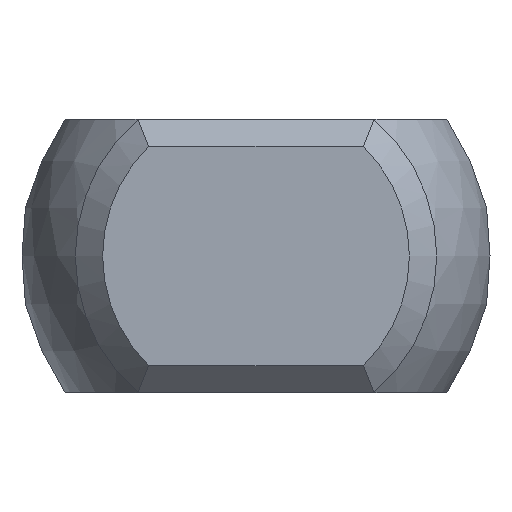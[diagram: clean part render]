
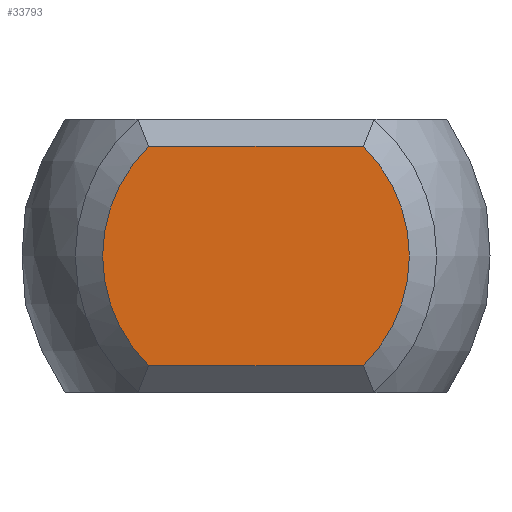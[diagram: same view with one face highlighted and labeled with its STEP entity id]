
A CAD part, left-side view. The second image highlights one B-rep face of the part: STEP entity #33793.
In plain terms, the highlighted planar face has unit normal (-1, 0, 0).
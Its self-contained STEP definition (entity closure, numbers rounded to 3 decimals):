
#32224 = PLANE('',#32225);
#32225 = AXIS2_PLACEMENT_3D('',#32226,#32227,#32228);
#32226 = CARTESIAN_POINT('',(-24.75,3.125,2.25));
#32227 = DIRECTION('',(-0.707,0.,0.707));
#32228 = DIRECTION('',(0.707,0.,0.707));
#33437 = EDGE_CURVE('',#33438,#33440,#33442,.T.);
#33438 = VERTEX_POINT('',#33439);
#33439 = CARTESIAN_POINT('',(-25.,-1.96,-2.));
#33440 = VERTEX_POINT('',#33441);
#33441 = CARTESIAN_POINT('',(-25.,1.96,-2.));
#33442 = SURFACE_CURVE('',#33443,(#33447,#33459),.PCURVE_S1.);
#33443 = LINE('',#33444,#33445);
#33444 = CARTESIAN_POINT('',(-25.,-3.125,-2.));
#33445 = VECTOR('',#33446,1.);
#33446 = DIRECTION('',(0.,1.,0.));
#33447 = PCURVE('',#33448,#33453);
#33448 = PLANE('',#33449);
#33449 = AXIS2_PLACEMENT_3D('',#33450,#33451,#33452);
#33450 = CARTESIAN_POINT('',(-24.75,-3.125,-2.25));
#33451 = DIRECTION('',(-0.707,0.,
    -0.707));
#33452 = DIRECTION('',(-0.707,0.,0.707));
#33453 = DEFINITIONAL_REPRESENTATION('',(#33454),#33458);
#33454 = LINE('',#33455,#33456);
#33455 = CARTESIAN_POINT('',(0.354,0.));
#33456 = VECTOR('',#33457,1.);
#33457 = DIRECTION('',(0.,1.));
#33458 = ( GEOMETRIC_REPRESENTATION_CONTEXT(2) 
PARAMETRIC_REPRESENTATION_CONTEXT() REPRESENTATION_CONTEXT('2D SPACE',''
  ) );
#33459 = PCURVE('',#33460,#33465);
#33460 = PLANE('',#33461);
#33461 = AXIS2_PLACEMENT_3D('',#33462,#33463,#33464);
#33462 = CARTESIAN_POINT('',(-25.,0.,0.));
#33463 = DIRECTION('',(1.,0.,0.));
#33464 = DIRECTION('',(0.,0.,-1.));
#33465 = DEFINITIONAL_REPRESENTATION('',(#33466),#33470);
#33466 = LINE('',#33467,#33468);
#33467 = CARTESIAN_POINT('',(2.,-3.125));
#33468 = VECTOR('',#33469,1.);
#33469 = DIRECTION('',(0.,1.));
#33470 = ( GEOMETRIC_REPRESENTATION_CONTEXT(2) 
PARAMETRIC_REPRESENTATION_CONTEXT() REPRESENTATION_CONTEXT('2D SPACE',''
  ) );
#33490 = CONICAL_SURFACE('',#33491,3.05,0.785);
#33491 = AXIS2_PLACEMENT_3D('',#33492,#33493,#33494);
#33492 = CARTESIAN_POINT('',(-24.75,0.,0.));
#33493 = DIRECTION('',(1.,0.,0.));
#33494 = DIRECTION('',(-0.,1.,0.));
#33540 = CONICAL_SURFACE('',#33541,3.05,0.785);
#33541 = AXIS2_PLACEMENT_3D('',#33542,#33543,#33544);
#33542 = CARTESIAN_POINT('',(-24.75,0.,0.));
#33543 = DIRECTION('',(1.,0.,0.));
#33544 = DIRECTION('',(0.,-1.,0.));
#33554 = EDGE_CURVE('',#33555,#33557,#33559,.T.);
#33555 = VERTEX_POINT('',#33556);
#33556 = CARTESIAN_POINT('',(-25.,1.96,2.));
#33557 = VERTEX_POINT('',#33558);
#33558 = CARTESIAN_POINT('',(-25.,-1.96,2.));
#33559 = SURFACE_CURVE('',#33560,(#33564,#33571),.PCURVE_S1.);
#33560 = LINE('',#33561,#33562);
#33561 = CARTESIAN_POINT('',(-25.,3.125,2.));
#33562 = VECTOR('',#33563,1.);
#33563 = DIRECTION('',(0.,-1.,0.));
#33564 = PCURVE('',#32224,#33565);
#33565 = DEFINITIONAL_REPRESENTATION('',(#33566),#33570);
#33566 = LINE('',#33567,#33568);
#33567 = CARTESIAN_POINT('',(-0.354,0.));
#33568 = VECTOR('',#33569,1.);
#33569 = DIRECTION('',(0.,-1.));
#33570 = ( GEOMETRIC_REPRESENTATION_CONTEXT(2) 
PARAMETRIC_REPRESENTATION_CONTEXT() REPRESENTATION_CONTEXT('2D SPACE',''
  ) );
#33571 = PCURVE('',#33460,#33572);
#33572 = DEFINITIONAL_REPRESENTATION('',(#33573),#33577);
#33573 = LINE('',#33574,#33575);
#33574 = CARTESIAN_POINT('',(-2.,3.125));
#33575 = VECTOR('',#33576,1.);
#33576 = DIRECTION('',(0.,-1.));
#33577 = ( GEOMETRIC_REPRESENTATION_CONTEXT(2) 
PARAMETRIC_REPRESENTATION_CONTEXT() REPRESENTATION_CONTEXT('2D SPACE',''
  ) );
#33650 = EDGE_CURVE('',#33557,#33438,#33651,.T.);
#33651 = SURFACE_CURVE('',#33652,(#33657,#33664),.PCURVE_S1.);
#33652 = CIRCLE('',#33653,2.8);
#33653 = AXIS2_PLACEMENT_3D('',#33654,#33655,#33656);
#33654 = CARTESIAN_POINT('',(-25.,0.,0.));
#33655 = DIRECTION('',(1.,0.,0.));
#33656 = DIRECTION('',(0.,-1.,0.));
#33657 = PCURVE('',#33540,#33658);
#33658 = DEFINITIONAL_REPRESENTATION('',(#33659),#33663);
#33659 = LINE('',#33660,#33661);
#33660 = CARTESIAN_POINT('',(-6.283,-0.25));
#33661 = VECTOR('',#33662,1.);
#33662 = DIRECTION('',(1.,0.));
#33663 = ( GEOMETRIC_REPRESENTATION_CONTEXT(2) 
PARAMETRIC_REPRESENTATION_CONTEXT() REPRESENTATION_CONTEXT('2D SPACE',''
  ) );
#33664 = PCURVE('',#33460,#33665);
#33665 = DEFINITIONAL_REPRESENTATION('',(#33666),#33670);
#33666 = CIRCLE('',#33667,2.8);
#33667 = AXIS2_PLACEMENT_2D('',#33668,#33669);
#33668 = CARTESIAN_POINT('',(0.,0.));
#33669 = DIRECTION('',(0.,-1.));
#33670 = ( GEOMETRIC_REPRESENTATION_CONTEXT(2) 
PARAMETRIC_REPRESENTATION_CONTEXT() REPRESENTATION_CONTEXT('2D SPACE',''
  ) );
#33676 = EDGE_CURVE('',#33440,#33555,#33677,.T.);
#33677 = SURFACE_CURVE('',#33678,(#33683,#33690),.PCURVE_S1.);
#33678 = CIRCLE('',#33679,2.8);
#33679 = AXIS2_PLACEMENT_3D('',#33680,#33681,#33682);
#33680 = CARTESIAN_POINT('',(-25.,0.,0.));
#33681 = DIRECTION('',(1.,0.,0.));
#33682 = DIRECTION('',(-0.,1.,0.));
#33683 = PCURVE('',#33490,#33684);
#33684 = DEFINITIONAL_REPRESENTATION('',(#33685),#33689);
#33685 = LINE('',#33686,#33687);
#33686 = CARTESIAN_POINT('',(0.,-0.25));
#33687 = VECTOR('',#33688,1.);
#33688 = DIRECTION('',(1.,0.));
#33689 = ( GEOMETRIC_REPRESENTATION_CONTEXT(2) 
PARAMETRIC_REPRESENTATION_CONTEXT() REPRESENTATION_CONTEXT('2D SPACE',''
  ) );
#33690 = PCURVE('',#33460,#33691);
#33691 = DEFINITIONAL_REPRESENTATION('',(#33692),#33696);
#33692 = CIRCLE('',#33693,2.8);
#33693 = AXIS2_PLACEMENT_2D('',#33694,#33695);
#33694 = CARTESIAN_POINT('',(0.,0.));
#33695 = DIRECTION('',(0.,1.));
#33696 = ( GEOMETRIC_REPRESENTATION_CONTEXT(2) 
PARAMETRIC_REPRESENTATION_CONTEXT() REPRESENTATION_CONTEXT('2D SPACE',''
  ) );
#33793 = ADVANCED_FACE('',(#33794),#33460,.F.);
#33794 = FACE_BOUND('',#33795,.T.);
#33795 = EDGE_LOOP('',(#33796,#33797,#33798,#33799));
#33796 = ORIENTED_EDGE('',*,*,#33554,.F.);
#33797 = ORIENTED_EDGE('',*,*,#33676,.F.);
#33798 = ORIENTED_EDGE('',*,*,#33437,.F.);
#33799 = ORIENTED_EDGE('',*,*,#33650,.F.);
